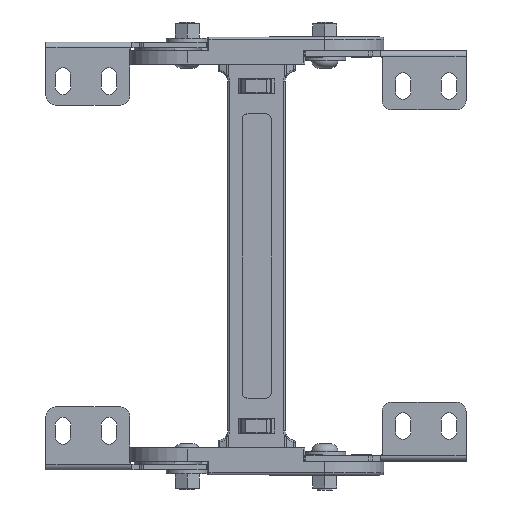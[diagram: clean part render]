
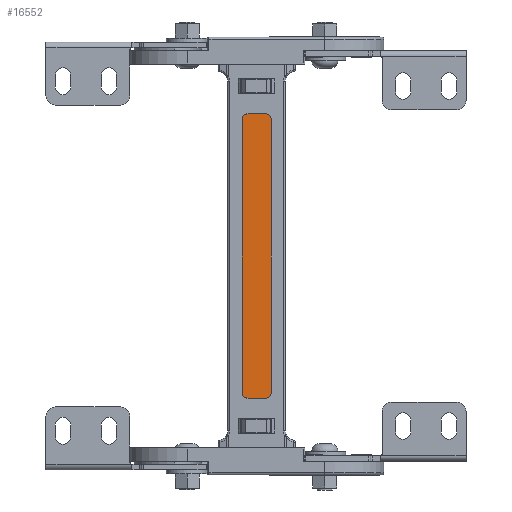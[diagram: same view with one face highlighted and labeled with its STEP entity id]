
A CAD part, front view. The second image highlights one B-rep face of the part: STEP entity #16552.
In plain terms, the highlighted planar face has unit normal (0, -1, 0).
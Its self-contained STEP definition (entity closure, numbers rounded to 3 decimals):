
#22 = VERTEX_POINT ( 'NONE', #31074 ) ;
#243 = CARTESIAN_POINT ( 'NONE',  ( -76.715, -30.497, -148.324 ) ) ;
#581 = LINE ( 'NONE', #8843, #31957 ) ;
#1010 = EDGE_LOOP ( 'NONE', ( #29915, #41918, #9836, #41379, #9998, #8588, #15741, #37438 ) ) ;
#1123 = VERTEX_POINT ( 'NONE', #37029 ) ;
#1260 = LINE ( 'NONE', #243, #15782 ) ;
#1336 = VERTEX_POINT ( 'NONE', #18889 ) ;
#2439 = LINE ( 'NONE', #8550, #34373 ) ;
#3833 = CIRCLE ( 'NONE', #4392, 2.515 ) ;
#4392 = AXIS2_PLACEMENT_3D ( 'NONE', #18711, #19018, #15229 ) ;
#4658 = VECTOR ( 'NONE', #23404, 1000. ) ;
#5007 = EDGE_CURVE ( 'NONE', #1123, #22, #581, .T. ) ;
#5284 = DIRECTION ( 'NONE',  ( -1., 0., 0. ) ) ;
#5350 = EDGE_CURVE ( 'NONE', #46257, #21321, #40393, .T. ) ;
#8550 = CARTESIAN_POINT ( 'NONE',  ( -76.715, -30.497, 0.364 ) ) ;
#8588 = ORIENTED_EDGE ( 'NONE', *, *, #13790, .T. ) ;
#8843 = CARTESIAN_POINT ( 'NONE',  ( -64.14, -30.497, -25.289 ) ) ;
#9054 = CIRCLE ( 'NONE', #18931, 2.515 ) ;
#9659 = AXIS2_PLACEMENT_3D ( 'NONE', #43758, #21830, #33067 ) ;
#9836 = ORIENTED_EDGE ( 'NONE', *, *, #32906, .T. ) ;
#9848 = FACE_OUTER_BOUND ( 'NONE', #1010, .T. ) ;
#9998 = ORIENTED_EDGE ( 'NONE', *, *, #5007, .T. ) ;
#11347 = AXIS2_PLACEMENT_3D ( 'NONE', #25818, #32688, #15115 ) ;
#13661 = CIRCLE ( 'NONE', #38575, 2.515 ) ;
#13790 = EDGE_CURVE ( 'NONE', #22, #17666, #3833, .T. ) ;
#15115 = DIRECTION ( 'NONE',  ( 0., 0., 1. ) ) ;
#15229 = DIRECTION ( 'NONE',  ( 0., 0., 1. ) ) ;
#15294 = LINE ( 'NONE', #37346, #4658 ) ;
#15741 = ORIENTED_EDGE ( 'NONE', *, *, #32455, .T. ) ;
#15782 = VECTOR ( 'NONE', #21995, 1000. ) ;
#15883 = VERTEX_POINT ( 'NONE', #34664 ) ;
#16552 = ADVANCED_FACE ( 'NONE', ( #9848 ), #33306, .F. ) ;
#17666 = VERTEX_POINT ( 'NONE', #36160 ) ;
#18711 = CARTESIAN_POINT ( 'NONE',  ( -66.655, -30.497, -2.151 ) ) ;
#18889 = CARTESIAN_POINT ( 'NONE',  ( -76.715, -30.497, 0.364 ) ) ;
#18931 = AXIS2_PLACEMENT_3D ( 'NONE', #36104, #25341, #43670 ) ;
#19018 = DIRECTION ( 'NONE',  ( 0., -1., 0. ) ) ;
#20498 = VERTEX_POINT ( 'NONE', #42297 ) ;
#21321 = VERTEX_POINT ( 'NONE', #28221 ) ;
#21830 = DIRECTION ( 'NONE',  ( 0., -1., 0. ) ) ;
#21995 = DIRECTION ( 'NONE',  ( 1., 0., 0. ) ) ;
#22860 = CARTESIAN_POINT ( 'NONE',  ( -76.715, -30.497, -2.151 ) ) ;
#23404 = DIRECTION ( 'NONE',  ( 0., 0., -1. ) ) ;
#25341 = DIRECTION ( 'NONE',  ( 0., -1., 0. ) ) ;
#25818 = CARTESIAN_POINT ( 'NONE',  ( -76.715, -30.497, -25.289 ) ) ;
#27232 = EDGE_CURVE ( 'NONE', #15883, #1123, #9054, .T. ) ;
#28221 = CARTESIAN_POINT ( 'NONE',  ( -76.715, -30.497, -148.324 ) ) ;
#28286 = EDGE_CURVE ( 'NONE', #20498, #46257, #15294, .T. ) ;
#29915 = ORIENTED_EDGE ( 'NONE', *, *, #28286, .T. ) ;
#30048 = DIRECTION ( 'NONE',  ( 0., 0., 1. ) ) ;
#31074 = CARTESIAN_POINT ( 'NONE',  ( -64.14, -30.497, -2.151 ) ) ;
#31551 = EDGE_CURVE ( 'NONE', #1336, #20498, #13661, .T. ) ;
#31957 = VECTOR ( 'NONE', #41307, 1000. ) ;
#32455 = EDGE_CURVE ( 'NONE', #17666, #1336, #2439, .T. ) ;
#32688 = DIRECTION ( 'NONE',  ( 0., 1., 0. ) ) ;
#32906 = EDGE_CURVE ( 'NONE', #21321, #15883, #1260, .T. ) ;
#33067 = DIRECTION ( 'NONE',  ( 0., 0., 1. ) ) ;
#33306 = PLANE ( 'NONE',  #11347 ) ;
#34373 = VECTOR ( 'NONE', #5284, 1000. ) ;
#34664 = CARTESIAN_POINT ( 'NONE',  ( -66.655, -30.497, -148.324 ) ) ;
#36104 = CARTESIAN_POINT ( 'NONE',  ( -66.655, -30.497, -145.809 ) ) ;
#36160 = CARTESIAN_POINT ( 'NONE',  ( -66.655, -30.497, 0.364 ) ) ;
#37029 = CARTESIAN_POINT ( 'NONE',  ( -64.14, -30.497, -145.809 ) ) ;
#37346 = CARTESIAN_POINT ( 'NONE',  ( -79.23, -30.497, -25.289 ) ) ;
#37438 = ORIENTED_EDGE ( 'NONE', *, *, #31551, .T. ) ;
#38575 = AXIS2_PLACEMENT_3D ( 'NONE', #22860, #44666, #30048 ) ;
#39959 = CARTESIAN_POINT ( 'NONE',  ( -79.23, -30.497, -145.809 ) ) ;
#40393 = CIRCLE ( 'NONE', #9659, 2.515 ) ;
#41307 = DIRECTION ( 'NONE',  ( 0., 0., 1. ) ) ;
#41379 = ORIENTED_EDGE ( 'NONE', *, *, #27232, .T. ) ;
#41918 = ORIENTED_EDGE ( 'NONE', *, *, #5350, .T. ) ;
#42297 = CARTESIAN_POINT ( 'NONE',  ( -79.23, -30.497, -2.151 ) ) ;
#43670 = DIRECTION ( 'NONE',  ( 0., 0., -1. ) ) ;
#43758 = CARTESIAN_POINT ( 'NONE',  ( -76.715, -30.497, -145.809 ) ) ;
#44666 = DIRECTION ( 'NONE',  ( 0., -1., 0. ) ) ;
#46257 = VERTEX_POINT ( 'NONE', #39959 ) ;
